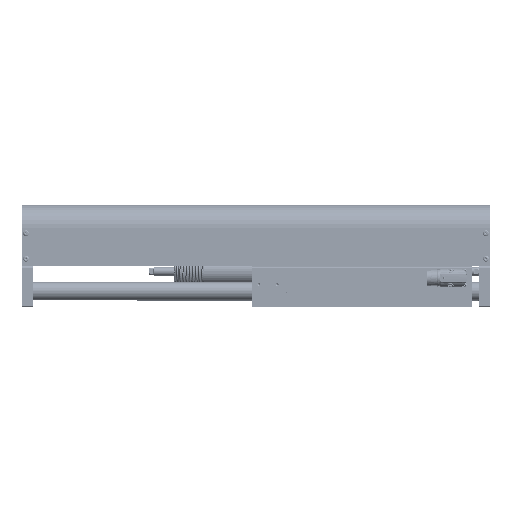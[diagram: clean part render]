
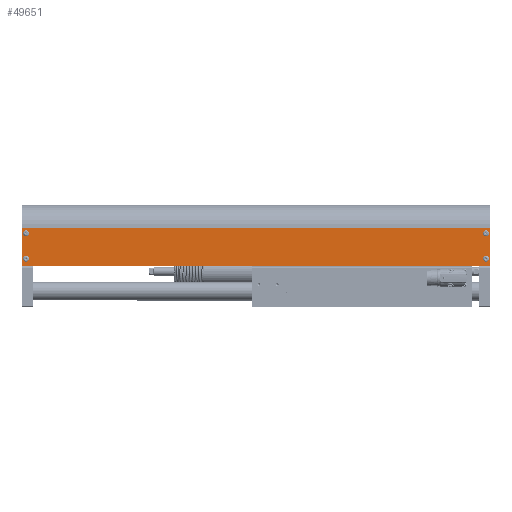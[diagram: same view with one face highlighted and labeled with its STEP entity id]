
A CAD part, top view. The second image highlights one B-rep face of the part: STEP entity #49651.
In plain terms, the highlighted face is planar.
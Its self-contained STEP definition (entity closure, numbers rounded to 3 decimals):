
#574 = CARTESIAN_POINT ( 'NONE',  ( -32., -42., 7.4 ) ) ;
#745 = CARTESIAN_POINT ( 'NONE',  ( -32., -51.5, 637. ) ) ;
#2584 = CARTESIAN_POINT ( 'NONE',  ( -32., -7., 7.4 ) ) ;
#5000 = FACE_BOUND ( 'NONE', #25613, .T. ) ;
#5363 = LINE ( 'NONE', #81039, #85312 ) ;
#11324 = CIRCLE ( 'NONE', #56464, 2.4 ) ;
#11397 = VERTEX_POINT ( 'NONE', #51724 ) ;
#12549 = EDGE_LOOP ( 'NONE', ( #41537, #88055, #45705, #64643 ) ) ;
#13428 = DIRECTION ( 'NONE',  ( 0., 0., -1. ) ) ;
#14107 = EDGE_CURVE ( 'NONE', #43316, #43316, #56894, .T. ) ;
#14135 = DIRECTION ( 'NONE',  ( -1., 0., 0. ) ) ;
#18542 = DIRECTION ( 'NONE',  ( 0., -1., 0. ) ) ;
#19278 = VERTEX_POINT ( 'NONE', #47167 ) ;
#19885 = LINE ( 'NONE', #32710, #69198 ) ;
#20510 = FACE_OUTER_BOUND ( 'NONE', #12549, .T. ) ;
#21683 = DIRECTION ( 'NONE',  ( -1., 0., 0. ) ) ;
#23227 = DIRECTION ( 'NONE',  ( -1., 0., 0. ) ) ;
#25613 = EDGE_LOOP ( 'NONE', ( #85353 ) ) ;
#28583 = CARTESIAN_POINT ( 'NONE',  ( -32., -7., 5. ) ) ;
#28916 = VERTEX_POINT ( 'NONE', #574 ) ;
#30246 = VERTEX_POINT ( 'NONE', #745 ) ;
#30920 = CARTESIAN_POINT ( 'NONE',  ( -32., 0., 0. ) ) ;
#30996 = EDGE_LOOP ( 'NONE', ( #80515 ) ) ;
#31137 = EDGE_CURVE ( 'NONE', #76080, #11397, #43102, .T. ) ;
#32710 = CARTESIAN_POINT ( 'NONE',  ( -32., 0., 637. ) ) ;
#32800 = DIRECTION ( 'NONE',  ( 0., 0., 1. ) ) ;
#32899 = DIRECTION ( 'NONE',  ( 1., 0., 0. ) ) ;
#33746 = EDGE_LOOP ( 'NONE', ( #76783 ) ) ;
#33935 = CARTESIAN_POINT ( 'NONE',  ( -32., -42., 634.4 ) ) ;
#36768 = CIRCLE ( 'NONE', #48432, 2.4 ) ;
#37248 = EDGE_CURVE ( 'NONE', #11397, #42543, #73215, .T. ) ;
#37943 = EDGE_CURVE ( 'NONE', #76080, #30246, #19885, .T. ) ;
#38549 = DIRECTION ( 'NONE',  ( -1., 0., 0. ) ) ;
#38781 = DIRECTION ( 'NONE',  ( 0., 0., 1. ) ) ;
#40265 = VECTOR ( 'NONE', #13428, 1000. ) ;
#41537 = ORIENTED_EDGE ( 'NONE', *, *, #37248, .T. ) ;
#42543 = VERTEX_POINT ( 'NONE', #79208 ) ;
#43102 = LINE ( 'NONE', #48151, #40265 ) ;
#43316 = VERTEX_POINT ( 'NONE', #2584 ) ;
#45705 = ORIENTED_EDGE ( 'NONE', *, *, #37943, .F. ) ;
#47167 = CARTESIAN_POINT ( 'NONE',  ( -32., -7., 634.4 ) ) ;
#47327 = VECTOR ( 'NONE', #18542, 1000. ) ;
#47771 = DIRECTION ( 'NONE',  ( 0., -1., 0. ) ) ;
#48151 = CARTESIAN_POINT ( 'NONE',  ( -32., 0., 637. ) ) ;
#48361 = PLANE ( 'NONE',  #76165 ) ;
#48432 = AXIS2_PLACEMENT_3D ( 'NONE', #76571, #14135, #58333 ) ;
#49651 = ADVANCED_FACE ( 'NONE', ( #20510, #5000, #68348, #54277, #67476 ), #48361, .F. ) ;
#50859 = EDGE_CURVE ( 'NONE', #28916, #28916, #11324, .T. ) ;
#51724 = CARTESIAN_POINT ( 'NONE',  ( -32., 0., 0. ) ) ;
#51931 = CARTESIAN_POINT ( 'NONE',  ( -32., -42., 5. ) ) ;
#54277 = FACE_BOUND ( 'NONE', #72249, .T. ) ;
#54969 = ORIENTED_EDGE ( 'NONE', *, *, #50859, .F. ) ;
#56353 = DIRECTION ( 'NONE',  ( 0., 0., 1. ) ) ;
#56464 = AXIS2_PLACEMENT_3D ( 'NONE', #51931, #23227, #38781 ) ;
#56894 = CIRCLE ( 'NONE', #67043, 2.4 ) ;
#56907 = CIRCLE ( 'NONE', #80195, 2.4 ) ;
#58333 = DIRECTION ( 'NONE',  ( 0., 0., 1. ) ) ;
#58522 = EDGE_CURVE ( 'NONE', #42543, #30246, #5363, .T. ) ;
#64643 = ORIENTED_EDGE ( 'NONE', *, *, #31137, .T. ) ;
#66306 = DIRECTION ( 'NONE',  ( 0., 0., 1. ) ) ;
#67043 = AXIS2_PLACEMENT_3D ( 'NONE', #28583, #21683, #56353 ) ;
#67123 = EDGE_CURVE ( 'NONE', #19278, #19278, #56907, .T. ) ;
#67476 = FACE_BOUND ( 'NONE', #30996, .T. ) ;
#68140 = EDGE_CURVE ( 'NONE', #74857, #74857, #36768, .T. ) ;
#68348 = FACE_BOUND ( 'NONE', #33746, .T. ) ;
#69198 = VECTOR ( 'NONE', #47771, 1000. ) ;
#72249 = EDGE_LOOP ( 'NONE', ( #54969 ) ) ;
#73066 = CARTESIAN_POINT ( 'NONE',  ( -32., -7., 632. ) ) ;
#73215 = LINE ( 'NONE', #30920, #47327 ) ;
#74857 = VERTEX_POINT ( 'NONE', #33935 ) ;
#75202 = DIRECTION ( 'NONE',  ( 0., 1., 0. ) ) ;
#76080 = VERTEX_POINT ( 'NONE', #82438 ) ;
#76165 = AXIS2_PLACEMENT_3D ( 'NONE', #90136, #32899, #75202 ) ;
#76571 = CARTESIAN_POINT ( 'NONE',  ( -32., -42., 632. ) ) ;
#76783 = ORIENTED_EDGE ( 'NONE', *, *, #67123, .F. ) ;
#79208 = CARTESIAN_POINT ( 'NONE',  ( -32., -51.5, 0. ) ) ;
#80195 = AXIS2_PLACEMENT_3D ( 'NONE', #73066, #38549, #66306 ) ;
#80515 = ORIENTED_EDGE ( 'NONE', *, *, #14107, .F. ) ;
#81039 = CARTESIAN_POINT ( 'NONE',  ( -32., -51.5, 637. ) ) ;
#82438 = CARTESIAN_POINT ( 'NONE',  ( -32., 0., 637. ) ) ;
#85312 = VECTOR ( 'NONE', #32800, 1000. ) ;
#85353 = ORIENTED_EDGE ( 'NONE', *, *, #68140, .F. ) ;
#88055 = ORIENTED_EDGE ( 'NONE', *, *, #58522, .T. ) ;
#90136 = CARTESIAN_POINT ( 'NONE',  ( -32., 0., 637. ) ) ;
